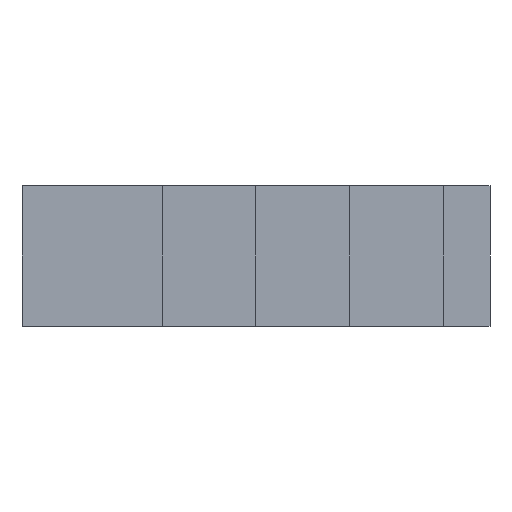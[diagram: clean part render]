
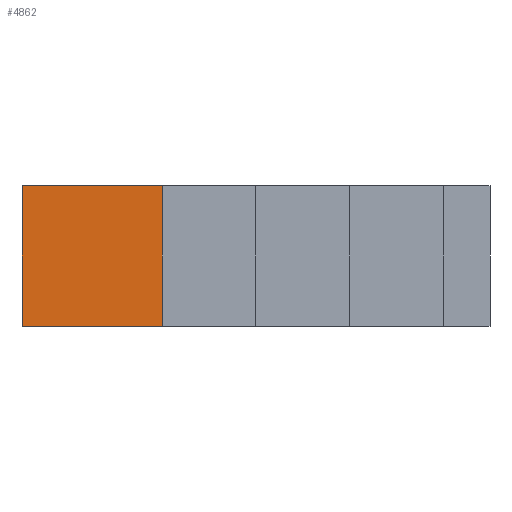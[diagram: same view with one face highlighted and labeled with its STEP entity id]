
A CAD part, left-side view. The second image highlights one B-rep face of the part: STEP entity #4862.
In plain terms, the highlighted planar face has unit normal (-1, 0, 0).
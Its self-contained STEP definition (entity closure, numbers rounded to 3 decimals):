
#3957 = PLANE('',#3958);
#3958 = AXIS2_PLACEMENT_3D('',#3959,#3960,#3961);
#3959 = CARTESIAN_POINT('',(50.,200.,-25.));
#3960 = DIRECTION('',(0.,0.,1.));
#3961 = DIRECTION('',(0.,1.,0.));
#4011 = PLANE('',#4012);
#4012 = AXIS2_PLACEMENT_3D('',#4013,#4014,#4015);
#4013 = CARTESIAN_POINT('',(-100.,150.,125.));
#4014 = DIRECTION('',(0.,0.,1.));
#4015 = DIRECTION('',(1.,0.,0.));
#4102 = EDGE_CURVE('',#4103,#4105,#4107,.T.);
#4103 = VERTEX_POINT('',#4104);
#4104 = CARTESIAN_POINT('',(-50.,250.,125.));
#4105 = VERTEX_POINT('',#4106);
#4106 = CARTESIAN_POINT('',(-50.,400.,125.));
#4107 = SURFACE_CURVE('',#4108,(#4112,#4119),.PCURVE_S1.);
#4108 = LINE('',#4109,#4110);
#4109 = CARTESIAN_POINT('',(-50.,200.,125.));
#4110 = VECTOR('',#4111,1.);
#4111 = DIRECTION('',(0.,1.,0.));
#4112 = PCURVE('',#4011,#4113);
#4113 = DEFINITIONAL_REPRESENTATION('',(#4114),#4118);
#4114 = LINE('',#4115,#4116);
#4115 = CARTESIAN_POINT('',(50.,50.));
#4116 = VECTOR('',#4117,1.);
#4117 = DIRECTION('',(0.,1.));
#4118 = ( GEOMETRIC_REPRESENTATION_CONTEXT(2) 
PARAMETRIC_REPRESENTATION_CONTEXT() REPRESENTATION_CONTEXT('2D SPACE',''
  ) );
#4119 = PCURVE('',#4120,#4125);
#4120 = PLANE('',#4121);
#4121 = AXIS2_PLACEMENT_3D('',#4122,#4123,#4124);
#4122 = CARTESIAN_POINT('',(-50.,200.,75.));
#4123 = DIRECTION('',(-1.,0.,0.));
#4124 = DIRECTION('',(0.,0.,1.));
#4125 = DEFINITIONAL_REPRESENTATION('',(#4126),#4130);
#4126 = LINE('',#4127,#4128);
#4127 = CARTESIAN_POINT('',(50.,0.));
#4128 = VECTOR('',#4129,1.);
#4129 = DIRECTION('',(0.,1.));
#4130 = ( GEOMETRIC_REPRESENTATION_CONTEXT(2) 
PARAMETRIC_REPRESENTATION_CONTEXT() REPRESENTATION_CONTEXT('2D SPACE',''
  ) );
#4148 = PLANE('',#4149);
#4149 = AXIS2_PLACEMENT_3D('',#4150,#4151,#4152);
#4150 = CARTESIAN_POINT('',(-100.,250.,75.));
#4151 = DIRECTION('',(0.,1.,0.));
#4152 = DIRECTION('',(0.,0.,1.));
#4472 = PLANE('',#4473);
#4473 = AXIS2_PLACEMENT_3D('',#4474,#4475,#4476);
#4474 = CARTESIAN_POINT('',(50.,400.,75.));
#4475 = DIRECTION('',(0.,1.,0.));
#4476 = DIRECTION('',(0.,0.,1.));
#4536 = EDGE_CURVE('',#4537,#4539,#4541,.T.);
#4537 = VERTEX_POINT('',#4538);
#4538 = CARTESIAN_POINT('',(-50.,250.,-25.));
#4539 = VERTEX_POINT('',#4540);
#4540 = CARTESIAN_POINT('',(-50.,400.,-25.));
#4541 = SURFACE_CURVE('',#4542,(#4546,#4553),.PCURVE_S1.);
#4542 = LINE('',#4543,#4544);
#4543 = CARTESIAN_POINT('',(-50.,200.,-25.));
#4544 = VECTOR('',#4545,1.);
#4545 = DIRECTION('',(0.,1.,0.));
#4546 = PCURVE('',#3957,#4547);
#4547 = DEFINITIONAL_REPRESENTATION('',(#4548),#4552);
#4548 = LINE('',#4549,#4550);
#4549 = CARTESIAN_POINT('',(0.,100.));
#4550 = VECTOR('',#4551,1.);
#4551 = DIRECTION('',(1.,0.));
#4552 = ( GEOMETRIC_REPRESENTATION_CONTEXT(2) 
PARAMETRIC_REPRESENTATION_CONTEXT() REPRESENTATION_CONTEXT('2D SPACE',''
  ) );
#4553 = PCURVE('',#4120,#4554);
#4554 = DEFINITIONAL_REPRESENTATION('',(#4555),#4559);
#4555 = LINE('',#4556,#4557);
#4556 = CARTESIAN_POINT('',(-100.,0.));
#4557 = VECTOR('',#4558,1.);
#4558 = DIRECTION('',(0.,1.));
#4559 = ( GEOMETRIC_REPRESENTATION_CONTEXT(2) 
PARAMETRIC_REPRESENTATION_CONTEXT() REPRESENTATION_CONTEXT('2D SPACE',''
  ) );
#4862 = ADVANCED_FACE('',(#4863),#4120,.T.);
#4863 = FACE_BOUND('',#4864,.T.);
#4864 = EDGE_LOOP('',(#4865,#4886,#4887,#4908));
#4865 = ORIENTED_EDGE('',*,*,#4866,.T.);
#4866 = EDGE_CURVE('',#4105,#4539,#4867,.T.);
#4867 = SURFACE_CURVE('',#4868,(#4872,#4879),.PCURVE_S1.);
#4868 = LINE('',#4869,#4870);
#4869 = CARTESIAN_POINT('',(-50.,400.,125.));
#4870 = VECTOR('',#4871,1.);
#4871 = DIRECTION('',(0.,0.,-1.));
#4872 = PCURVE('',#4120,#4873);
#4873 = DEFINITIONAL_REPRESENTATION('',(#4874),#4878);
#4874 = LINE('',#4875,#4876);
#4875 = CARTESIAN_POINT('',(50.,200.));
#4876 = VECTOR('',#4877,1.);
#4877 = DIRECTION('',(-1.,0.));
#4878 = ( GEOMETRIC_REPRESENTATION_CONTEXT(2) 
PARAMETRIC_REPRESENTATION_CONTEXT() REPRESENTATION_CONTEXT('2D SPACE',''
  ) );
#4879 = PCURVE('',#4472,#4880);
#4880 = DEFINITIONAL_REPRESENTATION('',(#4881),#4885);
#4881 = LINE('',#4882,#4883);
#4882 = CARTESIAN_POINT('',(50.,-100.));
#4883 = VECTOR('',#4884,1.);
#4884 = DIRECTION('',(-1.,0.));
#4885 = ( GEOMETRIC_REPRESENTATION_CONTEXT(2) 
PARAMETRIC_REPRESENTATION_CONTEXT() REPRESENTATION_CONTEXT('2D SPACE',''
  ) );
#4886 = ORIENTED_EDGE('',*,*,#4536,.F.);
#4887 = ORIENTED_EDGE('',*,*,#4888,.T.);
#4888 = EDGE_CURVE('',#4537,#4103,#4889,.T.);
#4889 = SURFACE_CURVE('',#4890,(#4894,#4901),.PCURVE_S1.);
#4890 = LINE('',#4891,#4892);
#4891 = CARTESIAN_POINT('',(-50.,250.,-25.));
#4892 = VECTOR('',#4893,1.);
#4893 = DIRECTION('',(0.,0.,1.));
#4894 = PCURVE('',#4120,#4895);
#4895 = DEFINITIONAL_REPRESENTATION('',(#4896),#4900);
#4896 = LINE('',#4897,#4898);
#4897 = CARTESIAN_POINT('',(-100.,50.));
#4898 = VECTOR('',#4899,1.);
#4899 = DIRECTION('',(1.,0.));
#4900 = ( GEOMETRIC_REPRESENTATION_CONTEXT(2) 
PARAMETRIC_REPRESENTATION_CONTEXT() REPRESENTATION_CONTEXT('2D SPACE',''
  ) );
#4901 = PCURVE('',#4148,#4902);
#4902 = DEFINITIONAL_REPRESENTATION('',(#4903),#4907);
#4903 = LINE('',#4904,#4905);
#4904 = CARTESIAN_POINT('',(-100.,50.));
#4905 = VECTOR('',#4906,1.);
#4906 = DIRECTION('',(1.,0.));
#4907 = ( GEOMETRIC_REPRESENTATION_CONTEXT(2) 
PARAMETRIC_REPRESENTATION_CONTEXT() REPRESENTATION_CONTEXT('2D SPACE',''
  ) );
#4908 = ORIENTED_EDGE('',*,*,#4102,.T.);
